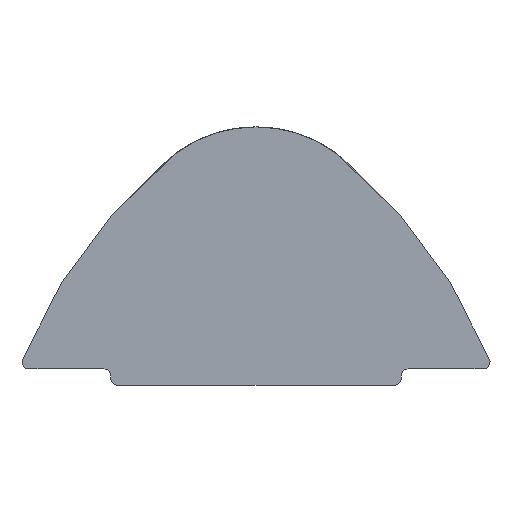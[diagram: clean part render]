
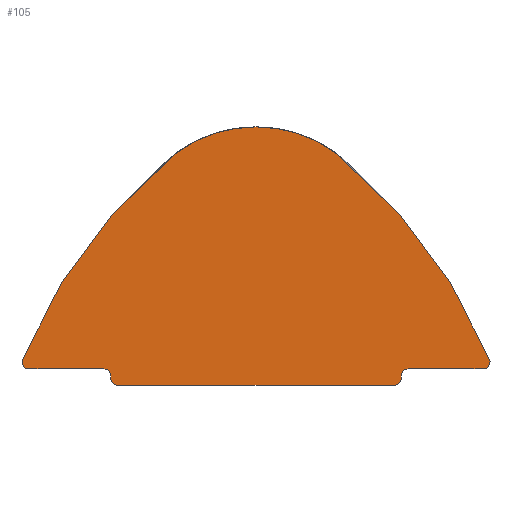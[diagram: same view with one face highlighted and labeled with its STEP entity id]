
A CAD part, front view. The second image highlights one B-rep face of the part: STEP entity #105.
In plain terms, the highlighted planar face has unit normal (0, -1, 0).
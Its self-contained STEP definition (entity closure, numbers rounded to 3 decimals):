
#105=ADVANCED_FACE('',(#194),#195,.F.);
#194=FACE_OUTER_BOUND('',#267,.T.);
#195=PLANE('',#268);
#267=EDGE_LOOP('',(#424,#425,#426,#427,#428,#429,#430,#431,#432,#433,#434,#435,#436,#437));
#268=AXIS2_PLACEMENT_3D('',#438,#439,#440);
#424=ORIENTED_EDGE('',*,*,#477,.F.);
#425=ORIENTED_EDGE('',*,*,#485,.F.);
#426=ORIENTED_EDGE('',*,*,#489,.F.);
#427=ORIENTED_EDGE('',*,*,#493,.T.);
#428=ORIENTED_EDGE('',*,*,#497,.F.);
#429=ORIENTED_EDGE('',*,*,#501,.F.);
#430=ORIENTED_EDGE('',*,*,#505,.F.);
#431=ORIENTED_EDGE('',*,*,#509,.F.);
#432=ORIENTED_EDGE('',*,*,#513,.F.);
#433=ORIENTED_EDGE('',*,*,#517,.T.);
#434=ORIENTED_EDGE('',*,*,#521,.F.);
#435=ORIENTED_EDGE('',*,*,#525,.F.);
#436=ORIENTED_EDGE('',*,*,#528,.F.);
#437=ORIENTED_EDGE('',*,*,#531,.F.);
#438=CARTESIAN_POINT('',(0.,-24.5,3.517));
#439=DIRECTION('',(-0.0,1.0,0.0));
#440=DIRECTION('',(1.0,0.0,0.0));
#477=EDGE_CURVE('',#560,#562,#563,.T.);
#485=EDGE_CURVE('',#572,#560,#574,.T.);
#489=EDGE_CURVE('',#578,#572,#580,.T.);
#493=EDGE_CURVE('',#578,#584,#586,.T.);
#497=EDGE_CURVE('',#590,#584,#592,.T.);
#501=EDGE_CURVE('',#596,#590,#598,.T.);
#505=EDGE_CURVE('',#602,#596,#604,.T.);
#509=EDGE_CURVE('',#608,#602,#610,.T.);
#513=EDGE_CURVE('',#614,#608,#616,.T.);
#517=EDGE_CURVE('',#614,#620,#622,.T.);
#521=EDGE_CURVE('',#626,#620,#628,.T.);
#525=EDGE_CURVE('',#632,#626,#634,.T.);
#528=EDGE_CURVE('',#636,#632,#638,.T.);
#531=EDGE_CURVE('',#562,#636,#641,.T.);
#560=VERTEX_POINT('',#815);
#562=VERTEX_POINT('',#818);
#563=CIRCLE('',#819,22.364);
#572=VERTEX_POINT('',#830);
#574=CIRCLE('',#833,0.3);
#578=VERTEX_POINT('',#838);
#580=LINE('',#841,#842);
#584=VERTEX_POINT('',#846);
#586=CIRCLE('',#849,0.3);
#590=VERTEX_POINT('',#854);
#592=LINE('',#857,#858);
#596=VERTEX_POINT('',#862);
#598=CIRCLE('',#865,0.3);
#602=VERTEX_POINT('',#870);
#604=LINE('',#873,#874);
#608=VERTEX_POINT('',#878);
#610=CIRCLE('',#881,0.3);
#614=VERTEX_POINT('',#886);
#616=LINE('',#889,#890);
#620=VERTEX_POINT('',#894);
#622=CIRCLE('',#897,0.3);
#626=VERTEX_POINT('',#902);
#628=LINE('',#905,#906);
#632=VERTEX_POINT('',#910);
#634=CIRCLE('',#913,0.3);
#636=VERTEX_POINT('',#915);
#638=CIRCLE('',#918,22.364);
#641=CIRCLE('',#921,5.85);
#815=CARTESIAN_POINT('',(-10.126,-24.5,0.418));
#818=CARTESIAN_POINT('',(-3.502,-24.5,9.336));
#819=AXIS2_PLACEMENT_3D('',#938,#939,#940);
#830=CARTESIAN_POINT('',(-9.85,-24.5,0.0));
#833=AXIS2_PLACEMENT_3D('',#950,#951,#952);
#838=CARTESIAN_POINT('',(-6.6,-24.5,0.));
#841=CARTESIAN_POINT('',(-6.6,-24.5,0.0));
#842=VECTOR('',#955,1.0);
#846=CARTESIAN_POINT('',(-6.3,-24.5,-0.3));
#849=AXIS2_PLACEMENT_3D('',#960,#961,#962);
#854=CARTESIAN_POINT('',(-6.3,-24.5,-0.4));
#857=CARTESIAN_POINT('',(-6.3,-24.5,-0.4));
#858=VECTOR('',#965,1.0);
#862=CARTESIAN_POINT('',(-6.0,-24.5,-0.7));
#865=AXIS2_PLACEMENT_3D('',#970,#971,#972);
#870=CARTESIAN_POINT('',(6.0,-24.5,-0.7));
#873=CARTESIAN_POINT('',(6.0,-24.5,-0.7));
#874=VECTOR('',#975,1.0);
#878=CARTESIAN_POINT('',(6.3,-24.5,-0.4));
#881=AXIS2_PLACEMENT_3D('',#980,#981,#982);
#886=CARTESIAN_POINT('',(6.3,-24.5,-0.3));
#889=CARTESIAN_POINT('',(6.3,-24.5,-0.3));
#890=VECTOR('',#985,1.0);
#894=CARTESIAN_POINT('',(6.6,-24.5,0.0));
#897=AXIS2_PLACEMENT_3D('',#990,#991,#992);
#902=CARTESIAN_POINT('',(9.85,-24.5,0.));
#905=CARTESIAN_POINT('',(9.85,-24.5,0.0));
#906=VECTOR('',#995,1.0);
#910=CARTESIAN_POINT('',(10.126,-24.5,0.418));
#913=AXIS2_PLACEMENT_3D('',#1000,#1001,#1002);
#915=CARTESIAN_POINT('',(3.502,-24.5,9.336));
#918=AXIS2_PLACEMENT_3D('',#1004,#1005,#1006);
#921=AXIS2_PLACEMENT_3D('',#1010,#1011,#1012);
#938=CARTESIAN_POINT('',(10.577,-24.5,-8.04));
#939=DIRECTION('',(0.0,1.0,0.0));
#940=DIRECTION('',(-0.926,0.0,0.378));
#950=CARTESIAN_POINT('',(-9.85,-24.5,0.3));
#951=DIRECTION('',(0.0,1.0,0.0));
#952=DIRECTION('',(0.0,0.0,-1.0));
#955=DIRECTION('',(-1.0,0.0,0.0));
#960=CARTESIAN_POINT('',(-6.6,-24.5,-0.3));
#961=DIRECTION('',(0.0,1.0,0.0));
#962=DIRECTION('',(0.0,0.0,1.0));
#965=DIRECTION('',(0.0,0.0,1.0));
#970=CARTESIAN_POINT('',(-6.0,-24.5,-0.4));
#971=DIRECTION('',(0.0,1.0,0.0));
#972=DIRECTION('',(0.0,0.0,-1.0));
#975=DIRECTION('',(-1.0,0.0,0.0));
#980=CARTESIAN_POINT('',(6.0,-24.5,-0.4));
#981=DIRECTION('',(0.0,1.0,0.0));
#982=DIRECTION('',(1.0,0.0,0.));
#985=DIRECTION('',(0.0,0.0,-1.0));
#990=CARTESIAN_POINT('',(6.6,-24.5,-0.3));
#991=DIRECTION('',(0.0,1.0,0.0));
#992=DIRECTION('',(-1.0,0.0,0.));
#995=DIRECTION('',(-1.0,0.0,0.0));
#1000=CARTESIAN_POINT('',(9.85,-24.5,0.3));
#1001=DIRECTION('',(-0.0,1.0,0.0));
#1002=DIRECTION('',(0.92,0.0,0.392));
#1004=CARTESIAN_POINT('',(-10.577,-24.5,-8.04));
#1005=DIRECTION('',(-0.0,1.0,0.0));
#1006=DIRECTION('',(0.63,0.0,0.777));
#1010=CARTESIAN_POINT('',(0.,-24.5,4.65));
#1011=DIRECTION('',(0.0,1.0,0.0));
#1012=DIRECTION('',(-0.599,0.0,0.801));
